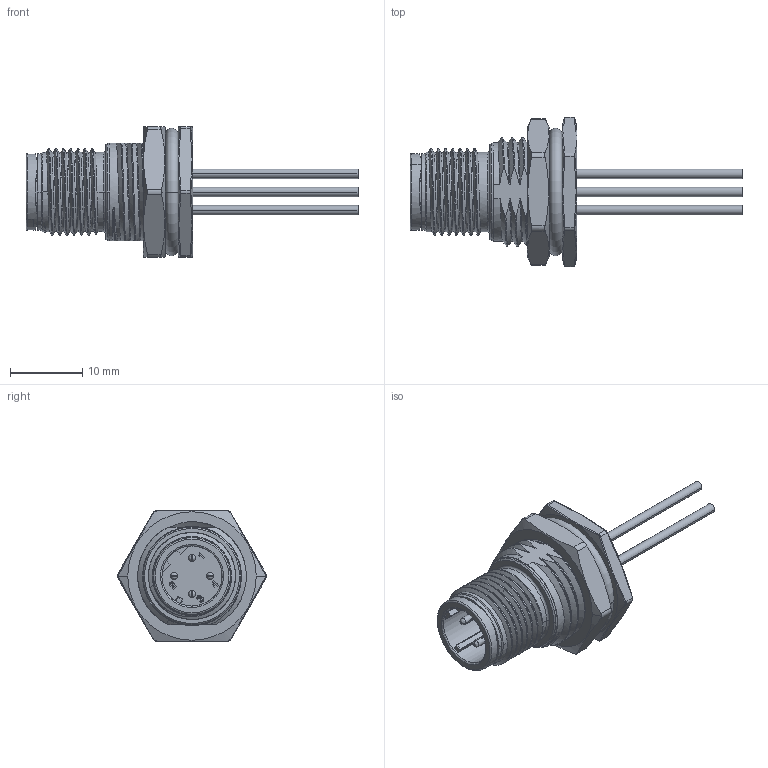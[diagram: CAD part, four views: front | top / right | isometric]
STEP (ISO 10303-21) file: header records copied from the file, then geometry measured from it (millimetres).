
FILE_DESCRIPTION((''),'2;1');
FILE_NAME('ASM0001_ASM','2016-04-29T',('KS6143'),(''),'PRO/ENGINEER BY PARAMETRIC TECHNOLOGY CORPORATION, 2013050','PRO/ENGINEER BY PARAMETRIC TECHNOLOGY CORPORATION, 2013050','');
FILE_SCHEMA(('CONFIG_CONTROL_DESIGN'));
Length unit declared in the file: millimetre
Products named in the file (3): MSBR-2; MSBR-1; ASM0001_ASM
Assembly tree (2 placements, depth 2):
  ASM0001_ASM
    MSBR-2
    MSBR-1
Bounding box: 45.8 x 20.64 x 18 mm (x, y, z)
Volume: 3200.6 mm3; surface area: 4505.9 mm2
Topology: 2 solids, 3 shells, 631 faces, 1788 edges, 1194 vertices
Faces by surface type: plane 247, cylinder 119, bspline 112, extrusion 107, cone 26, torus 18, sphere 2
Entity records: 36748 total; most frequent: CARTESIAN_POINT 17088, ORIENTED_EDGE 3576, DIRECTION 2321, EDGE_CURVE 1788, VERTEX_POINT 1194, VECTOR 929, LINE 822, B_SPLINE_CURVE_WITH_KNOTS 794
